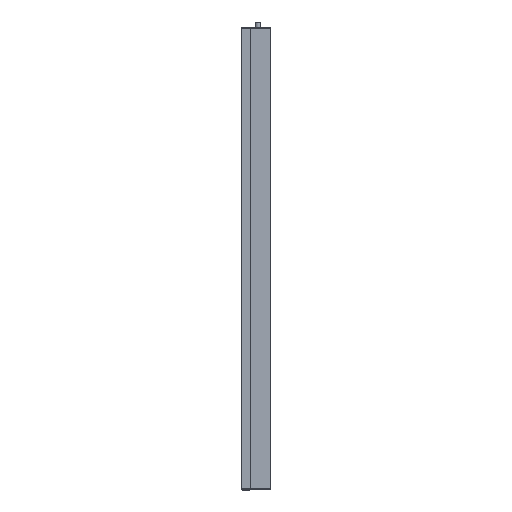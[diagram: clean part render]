
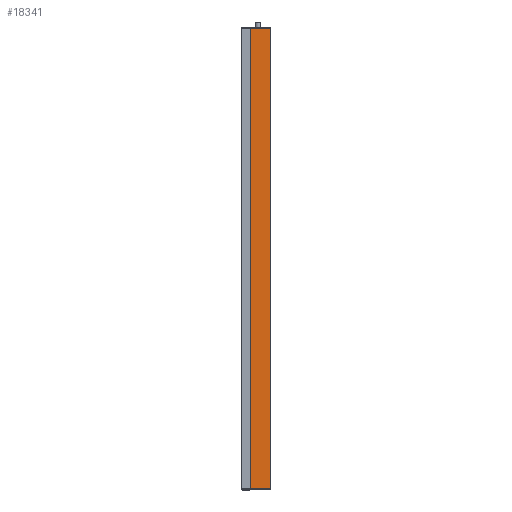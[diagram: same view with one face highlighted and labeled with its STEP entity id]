
A CAD part, left-side view. The second image highlights one B-rep face of the part: STEP entity #18341.
In plain terms, the highlighted planar face has unit normal (-1, 0, 0).
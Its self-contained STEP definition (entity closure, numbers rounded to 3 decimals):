
#3600 = CARTESIAN_POINT ( 'NONE',  ( -9.75, 0.3, 354.5 ) ) ;
#3788 = DIRECTION ( 'NONE',  ( 0., 1., 0. ) ) ;
#4342 = CARTESIAN_POINT ( 'NONE',  ( -9.75, 0.3, -354.5 ) ) ;
#4346 = DIRECTION ( 'NONE',  ( 0., 0., 1. ) ) ;
#6306 = VECTOR ( 'NONE', #4346, 1000. ) ;
#7503 = DIRECTION ( 'NONE',  ( 0., -1., 0. ) ) ;
#11389 = VECTOR ( 'NONE', #17398, 1000. ) ;
#11596 = VERTEX_POINT ( 'NONE', #3600 ) ;
#13818 = CARTESIAN_POINT ( 'NONE',  ( -9.75, 0.3, 354.5 ) ) ;
#17398 = DIRECTION ( 'NONE',  ( 0., -1., 0. ) ) ;
#18137 = LINE ( 'NONE', #13818, #6306 ) ;
#18341 = ADVANCED_FACE ( 'NONE', ( #30456 ), #55974, .F. ) ;
#19096 = VECTOR ( 'NONE', #7503, 1000. ) ;
#21641 = EDGE_CURVE ( 'NONE', #44095, #11596, #43739, .T. ) ;
#24175 = LINE ( 'NONE', #38475, #19096 ) ;
#24373 = ORIENTED_EDGE ( 'NONE', *, *, #27477, .T. ) ;
#25541 = EDGE_CURVE ( 'NONE', #44095, #26391, #33473, .T. ) ;
#25892 = CARTESIAN_POINT ( 'NONE',  ( -9.75, 0., 354.5 ) ) ;
#26250 = VERTEX_POINT ( 'NONE', #4342 ) ;
#26391 = VERTEX_POINT ( 'NONE', #39064 ) ;
#27477 = EDGE_CURVE ( 'NONE', #26250, #11596, #18137, .T. ) ;
#28868 = ORIENTED_EDGE ( 'NONE', *, *, #44675, .T. ) ;
#30456 = FACE_OUTER_BOUND ( 'NONE', #48622, .T. ) ;
#33473 = LINE ( 'NONE', #50981, #36456 ) ;
#34855 = CARTESIAN_POINT ( 'NONE',  ( -9.75, 0., 354.5 ) ) ;
#36456 = VECTOR ( 'NONE', #38355, 1000. ) ;
#38355 = DIRECTION ( 'NONE',  ( 0., 0., -1. ) ) ;
#38475 = CARTESIAN_POINT ( 'NONE',  ( -9.75, 0., -354.5 ) ) ;
#39064 = CARTESIAN_POINT ( 'NONE',  ( -9.75, 30.925, -354.5 ) ) ;
#39341 = DIRECTION ( 'NONE',  ( 1., 0., 0. ) ) ;
#43558 = AXIS2_PLACEMENT_3D ( 'NONE', #25892, #39341, #3788 ) ;
#43739 = LINE ( 'NONE', #34855, #11389 ) ;
#44095 = VERTEX_POINT ( 'NONE', #46004 ) ;
#44675 = EDGE_CURVE ( 'NONE', #26391, #26250, #24175, .T. ) ;
#46004 = CARTESIAN_POINT ( 'NONE',  ( -9.75, 30.925, 354.5 ) ) ;
#48622 = EDGE_LOOP ( 'NONE', ( #28868, #24373, #56160, #55876 ) ) ;
#50981 = CARTESIAN_POINT ( 'NONE',  ( -9.75, 30.925, 354.5 ) ) ;
#55876 = ORIENTED_EDGE ( 'NONE', *, *, #25541, .T. ) ;
#55974 = PLANE ( 'NONE',  #43558 ) ;
#56160 = ORIENTED_EDGE ( 'NONE', *, *, #21641, .F. ) ;
